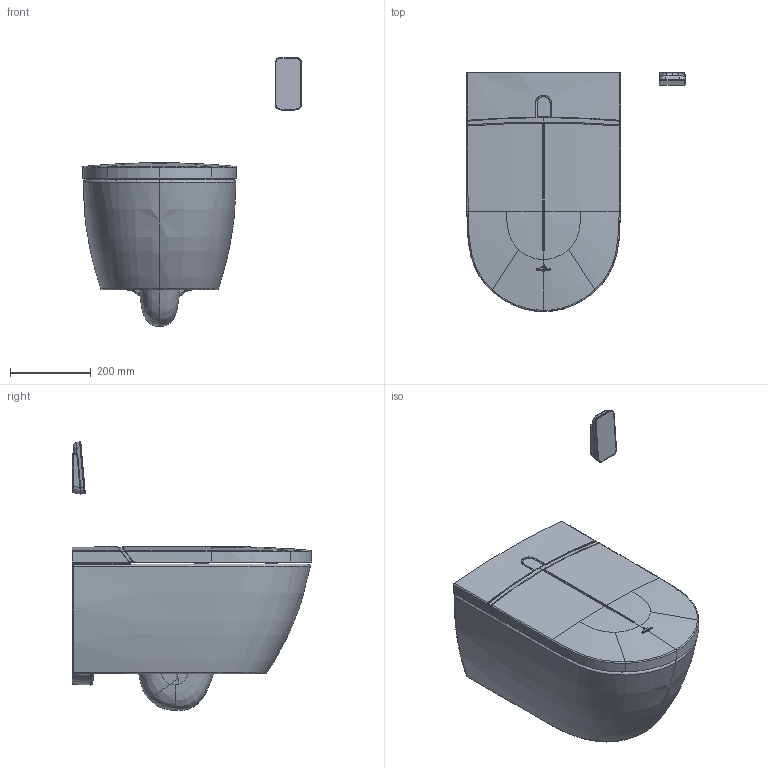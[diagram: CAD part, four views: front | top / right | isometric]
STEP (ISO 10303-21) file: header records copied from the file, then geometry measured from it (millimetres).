
FILE_DESCRIPTION(/* description */ (''),/* implementation_level */ '2;1');
FILE_NAME(/* name */ 'E00023897_000_1-03_PRT_C4640B5_ViClean_display_model.stp',/* time_stamp */ '2023-07-24T10:15:06+02:00',/* author */ (''),/* organization */ (''),/* preprocessor_version */ 'ST-DEVELOPER v18.1',/* originating_system */ 'SIEMENS PLM Software NX 1973',/* authorisation */ '');
FILE_SCHEMA (('AUTOMOTIVE_DESIGN { 1 0 10303 214 3 1 1 1 }'));
Length unit declared in the file: millimetre
Products named in the file (1): colo62C45B21afhv
Bounding box: 542.61 x 593.01 x 667.01 mm (x, y, z)
Volume: 42858346.7 mm3; surface area: 1424905.2 mm2
Topology: 4 solids, 54 shells, 719 faces, 4187 edges, 3563 vertices
Faces by surface type: bspline 488, plane 128, cylinder 50, extrusion 46, sphere 6, torus 1
Entity records: 117269 total; most frequent: CARTESIAN_POINT 89751, ORIENTED_EDGE 5790, EDGE_CURVE 4103, VERTEX_POINT 3444, DIRECTION 3335, VECTOR 2665, LINE 2619, B_SPLINE_CURVE_WITH_KNOTS 1263
